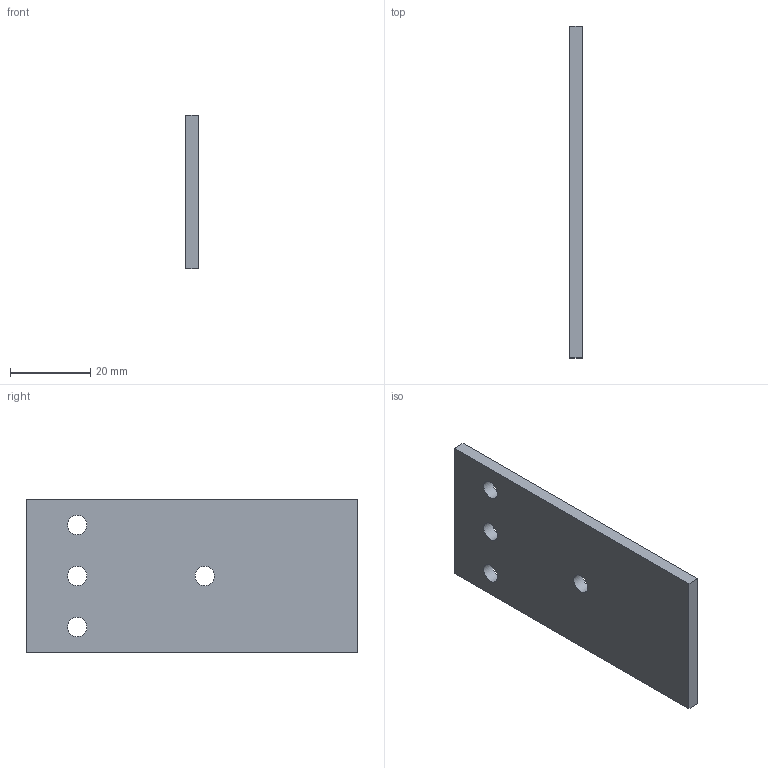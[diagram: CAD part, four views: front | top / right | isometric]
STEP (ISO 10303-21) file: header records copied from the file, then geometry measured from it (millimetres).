
FILE_DESCRIPTION(/* description */ (''),/* implementation_level */ '2;1');
FILE_NAME(/* name */ 'Elevator_BottomPlate v1.step',/* time_stamp */ '2020-01-14T20:30:21-05:00',/* author */ (''),/* organization */ (''),/* preprocessor_version */ 'ST-DEVELOPER v18',/* originating_system */ 'Autodesk Translation Framework v8.12.0.6',/* authorisation */ '');
FILE_SCHEMA (('AUTOMOTIVE_DESIGN { 1 0 10303 214 3 1 1 }'));
Length unit declared in the file: inch
Products named in the file (1): Elevator_BottomPlate
Bounding box: 3.05 x 82.55 x 38.1 mm (x, y, z)
Volume: 9363.4 mm3; surface area: 7064.3 mm2
Topology: 1 solids, 1 shells, 10 faces, 31 edges, 23 vertices
Faces by surface type: plane 6, cylinder 4
Full cylindrical faces by diameter (mm): 4.826 x4
Entity records: 417 total; most frequent: DIRECTION 68, CARTESIAN_POINT 65, ORIENTED_EDGE 62, EDGE_CURVE 31, AXIS2_PLACEMENT_3D 26, VERTEX_POINT 23, EDGE_LOOP 18, LINE 16
